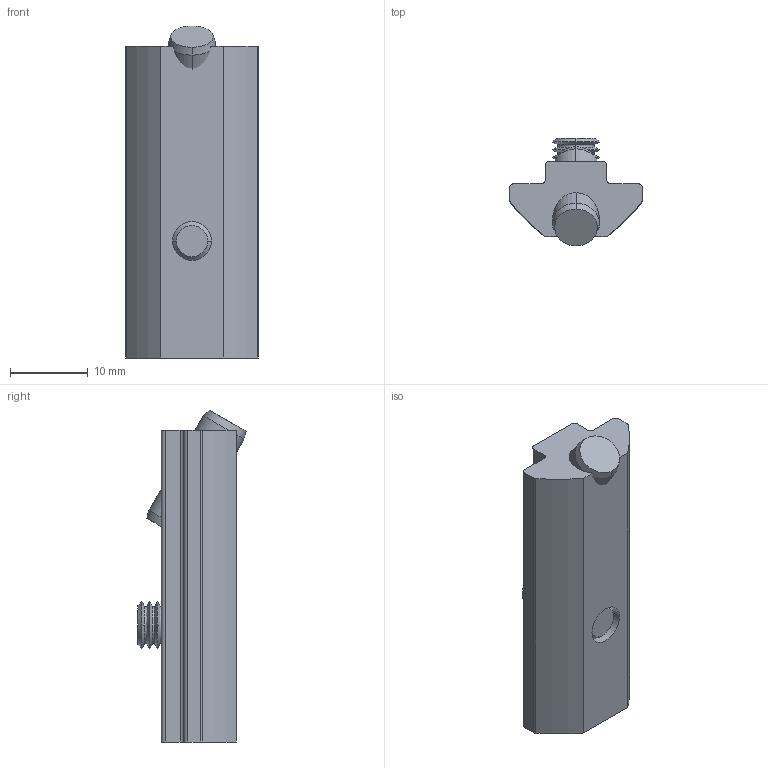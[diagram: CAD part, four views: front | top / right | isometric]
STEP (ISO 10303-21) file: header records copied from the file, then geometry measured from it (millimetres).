
FILE_DESCRIPTION (( 'STEP AP203' ), '1' );
FILE_NAME ('282311200_c_1.STEP', '2023-01-27T04:54:09', ( '' ), ( '' ), 'SwSTEP 2.0', 'SolidWorks 2014', '' );
FILE_SCHEMA (( 'CONFIG_CONTROL_DESIGN' ));
Length unit declared in the file: millimetre
Products named in the file (1): 282311200_c_1
Bounding box: 17 x 13.87 x 42.57 mm (x, y, z)
Volume: 4807.1 mm3; surface area: 3141.8 mm2
Topology: 3 solids, 3 shells, 111 faces, 289 edges, 184 vertices
Faces by surface type: cone 52, bspline 22, plane 21, cylinder 16
Entity records: 3790 total; most frequent: CARTESIAN_POINT 933, DIRECTION 635, ORIENTED_EDGE 578, EDGE_CURVE 289, AXIS2_PLACEMENT_3D 262, VERTEX_POINT 184, CIRCLE 172, EDGE_LOOP 115
